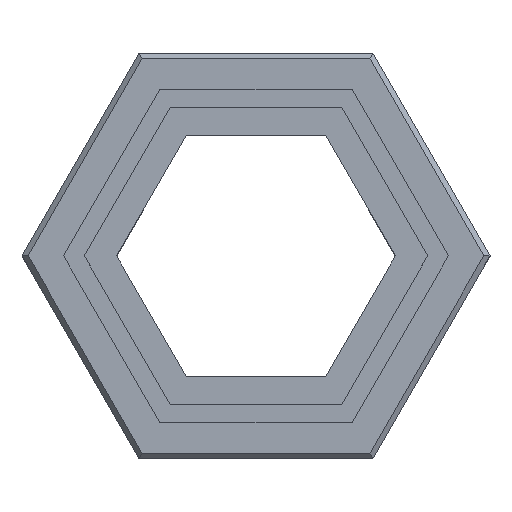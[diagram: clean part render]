
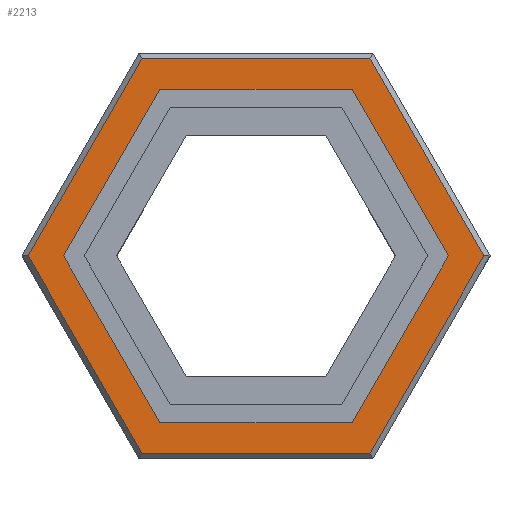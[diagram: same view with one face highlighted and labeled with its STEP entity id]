
A CAD part, top view. The second image highlights one B-rep face of the part: STEP entity #2213.
In plain terms, the highlighted planar face has unit normal (0, 0, 1).
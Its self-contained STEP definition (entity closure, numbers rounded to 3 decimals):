
#34=FACE_BOUND('',#178,.T.);
#63=FACE_OUTER_BOUND('',#177,.T.);
#177=EDGE_LOOP('',(#1523,#1524,#1525,#1526,#1527,#1528));
#178=EDGE_LOOP('',(#1529,#1530,#1531,#1532,#1533,#1534));
#317=LINE('',#3086,#629);
#321=LINE('',#3094,#633);
#324=LINE('',#3100,#636);
#327=LINE('',#3106,#639);
#330=LINE('',#3112,#642);
#333=LINE('',#3117,#645);
#335=LINE('',#3123,#647);
#336=LINE('',#3125,#648);
#337=LINE('',#3127,#649);
#338=LINE('',#3129,#650);
#339=LINE('',#3131,#651);
#340=LINE('',#3132,#652);
#629=VECTOR('',#2510,10.);
#633=VECTOR('',#2516,10.);
#636=VECTOR('',#2521,10.);
#639=VECTOR('',#2526,10.);
#642=VECTOR('',#2531,10.);
#645=VECTOR('',#2536,10.);
#647=VECTOR('',#2542,10.);
#648=VECTOR('',#2543,10.);
#649=VECTOR('',#2544,10.);
#650=VECTOR('',#2545,10.);
#651=VECTOR('',#2546,10.);
#652=VECTOR('',#2547,10.);
#929=VERTEX_POINT('',#3084);
#930=VERTEX_POINT('',#3085);
#933=VERTEX_POINT('',#3093);
#935=VERTEX_POINT('',#3099);
#937=VERTEX_POINT('',#3105);
#939=VERTEX_POINT('',#3111);
#941=VERTEX_POINT('',#3121);
#942=VERTEX_POINT('',#3122);
#943=VERTEX_POINT('',#3124);
#944=VERTEX_POINT('',#3126);
#945=VERTEX_POINT('',#3128);
#946=VERTEX_POINT('',#3130);
#1151=EDGE_CURVE('',#929,#930,#317,.T.);
#1155=EDGE_CURVE('',#933,#929,#321,.T.);
#1158=EDGE_CURVE('',#935,#933,#324,.T.);
#1161=EDGE_CURVE('',#937,#935,#327,.T.);
#1164=EDGE_CURVE('',#939,#937,#330,.T.);
#1167=EDGE_CURVE('',#930,#939,#333,.T.);
#1169=EDGE_CURVE('',#941,#942,#335,.T.);
#1170=EDGE_CURVE('',#943,#941,#336,.T.);
#1171=EDGE_CURVE('',#944,#943,#337,.T.);
#1172=EDGE_CURVE('',#945,#944,#338,.T.);
#1173=EDGE_CURVE('',#946,#945,#339,.T.);
#1174=EDGE_CURVE('',#942,#946,#340,.T.);
#1523=ORIENTED_EDGE('',*,*,#1169,.F.);
#1524=ORIENTED_EDGE('',*,*,#1170,.F.);
#1525=ORIENTED_EDGE('',*,*,#1171,.F.);
#1526=ORIENTED_EDGE('',*,*,#1172,.F.);
#1527=ORIENTED_EDGE('',*,*,#1173,.F.);
#1528=ORIENTED_EDGE('',*,*,#1174,.F.);
#1529=ORIENTED_EDGE('',*,*,#1151,.T.);
#1530=ORIENTED_EDGE('',*,*,#1167,.T.);
#1531=ORIENTED_EDGE('',*,*,#1164,.T.);
#1532=ORIENTED_EDGE('',*,*,#1161,.T.);
#1533=ORIENTED_EDGE('',*,*,#1158,.T.);
#1534=ORIENTED_EDGE('',*,*,#1155,.T.);
#2106=PLANE('',#2340);
#2213=ADVANCED_FACE('',(#63,#34),#2106,.T.);
#2340=AXIS2_PLACEMENT_3D('',#3120,#2540,#2541);
#2510=DIRECTION('',(0.5,0.866,0.));
#2516=DIRECTION('',(-0.5,0.866,0.));
#2521=DIRECTION('',(-1.,0.,0.));
#2526=DIRECTION('',(-0.5,-0.866,0.));
#2531=DIRECTION('',(0.5,-0.866,0.));
#2536=DIRECTION('',(1.,0.,0.));
#2540=DIRECTION('center_axis',(0.,0.,1.));
#2541=DIRECTION('ref_axis',(1.,0.,0.));
#2542=DIRECTION('',(-1.,0.,0.));
#2543=DIRECTION('',(-0.5,-0.866,0.));
#2544=DIRECTION('',(0.5,-0.866,0.));
#2545=DIRECTION('',(1.,0.,0.));
#2546=DIRECTION('',(0.5,0.866,0.));
#2547=DIRECTION('',(-0.5,0.866,0.));
#3084=CARTESIAN_POINT('',(-31.011,-245.393,10.));
#3085=CARTESIAN_POINT('',(-25.67,-236.143,10.));
#3086=CARTESIAN_POINT('',(-29.676,-243.08,10.));
#3093=CARTESIAN_POINT('',(-25.67,-254.643,10.));
#3094=CARTESIAN_POINT('',(-27.005,-252.33,10.));
#3099=CARTESIAN_POINT('',(-14.989,-254.643,10.));
#3100=CARTESIAN_POINT('',(-17.66,-254.643,10.));
#3105=CARTESIAN_POINT('',(-9.649,-245.393,10.));
#3106=CARTESIAN_POINT('',(-10.984,-247.705,10.));
#3111=CARTESIAN_POINT('',(-14.989,-236.143,10.));
#3112=CARTESIAN_POINT('',(-13.654,-238.455,10.));
#3117=CARTESIAN_POINT('',(-23.,-236.143,10.));
#3120=CARTESIAN_POINT('Origin',(-20.33,-245.393,10.));
#3121=CARTESIAN_POINT('',(-14.008,-256.343,10.));
#3122=CARTESIAN_POINT('',(-26.652,-256.343,10.));
#3123=CARTESIAN_POINT('',(-23.577,-256.343,10.));
#3124=CARTESIAN_POINT('',(-7.686,-245.393,10.));
#3125=CARTESIAN_POINT('',(-12.471,-253.68,10.));
#3126=CARTESIAN_POINT('',(-14.008,-234.443,10.));
#3127=CARTESIAN_POINT('',(-9.223,-242.73,10.));
#3128=CARTESIAN_POINT('',(-26.652,-234.443,10.));
#3129=CARTESIAN_POINT('',(-17.082,-234.443,10.));
#3130=CARTESIAN_POINT('',(-32.974,-245.393,10.));
#3131=CARTESIAN_POINT('',(-28.189,-237.105,10.));
#3132=CARTESIAN_POINT('',(-31.437,-248.055,10.));
